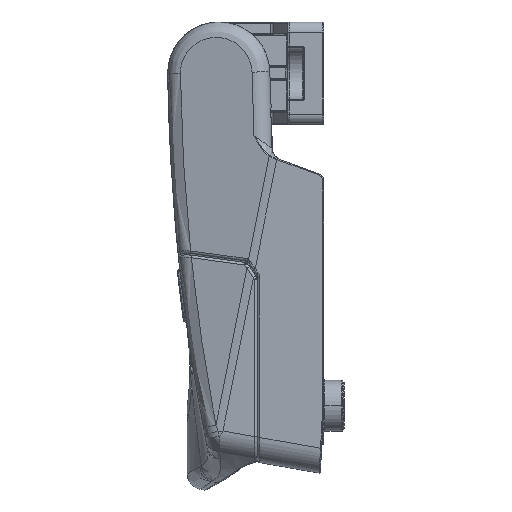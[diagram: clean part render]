
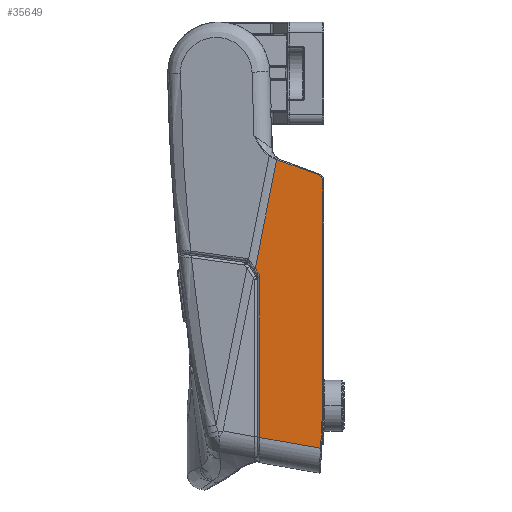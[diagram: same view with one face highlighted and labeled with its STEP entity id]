
A CAD part, left-side view. The second image highlights one B-rep face of the part: STEP entity #35649.
In plain terms, the highlighted planar face has unit normal (-0.999, 0, -0.035).
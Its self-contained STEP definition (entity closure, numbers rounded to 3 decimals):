
#2745 = AXIS2_PLACEMENT_3D ( 'NONE', #61790, #61812, #61813 ) ;
#12463 = CARTESIAN_POINT ( 'NONE',  ( -35.363, -8., -71.183 ) ) ;
#12468 = CARTESIAN_POINT ( 'NONE',  ( -37.114, -20.3, -21.057 ) ) ;
#12699 = CARTESIAN_POINT ( 'NONE',  ( -37.157, -19.445, -19.836 ) ) ;
#12770 = CARTESIAN_POINT ( 'NONE',  ( -36.484, -7.729, -39.082 ) ) ;
#12784 = CARTESIAN_POINT ( 'NONE',  ( -35.584, -20.3, -64.876 ) ) ;
#12804 = CARTESIAN_POINT ( 'NONE',  ( -37.26, -11.307, -16.874 ) ) ;
#12827 = CARTESIAN_POINT ( 'NONE',  ( -36.517, -7.096, -38.137 ) ) ;
#12900 = CARTESIAN_POINT ( 'NONE',  ( -35.575, -20.293, -65.127 ) ) ;
#12949 = CARTESIAN_POINT ( 'NONE',  ( -35.29, -19.866, -73.276 ) ) ;
#12956 = CARTESIAN_POINT ( 'NONE',  ( -36.453, -8., -39.981 ) ) ;
#15382 = LINE ( 'NONE', #26765, #15402 ) ;
#15398 = LINE ( 'NONE', #26773, #15406 ) ;
#15400 = LINE ( 'NONE', #26758, #15401 ) ;
#15401 = VECTOR ( 'NONE', #26759, 1000. ) ;
#15402 = VECTOR ( 'NONE', #26766, 1000. ) ;
#15403 = LINE ( 'NONE', #26767, #15404 ) ;
#15404 = VECTOR ( 'NONE', #26768, 1000. ) ;
#15405 = LINE ( 'NONE', #26783, #15413 ) ;
#15406 = VECTOR ( 'NONE', #26774, 1000. ) ;
#15407 = LINE ( 'NONE', #26775, #15408 ) ;
#15408 = VECTOR ( 'NONE', #26776, 1000. ) ;
#15409 = LINE ( 'NONE', #26777, #15410 ) ;
#15410 = VECTOR ( 'NONE', #26778, 1000. ) ;
#15413 = VECTOR ( 'NONE', #26784, 1000. ) ;
#26757 = CARTESIAN_POINT ( 'NONE',  ( -36.484, -7.729, -39.082 ) ) ;
#26758 = CARTESIAN_POINT ( 'NONE',  ( -36.561, -7.34, -36.903 ) ) ;
#26759 = DIRECTION ( 'NONE',  ( 0.034, 0.194, -0.98 ) ) ;
#26760 = CARTESIAN_POINT ( 'NONE',  ( -37.114, -20.3, -21.057 ) ) ;
#26761 = CARTESIAN_POINT ( 'NONE',  ( -35.575, -20.293, -65.127 ) ) ;
#26762 = CARTESIAN_POINT ( 'NONE',  ( -36.475, -7.907, -39.347 ) ) ;
#26763 = CARTESIAN_POINT ( 'NONE',  ( -36.464, -8., -39.656 ) ) ;
#26764 = CARTESIAN_POINT ( 'NONE',  ( -36.453, -8., -39.981 ) ) ;
#26765 = CARTESIAN_POINT ( 'NONE',  ( -37.5, -8., -10. ) ) ;
#26766 = DIRECTION ( 'NONE',  ( 0.035, 0., -0.999 ) ) ;
#26767 = CARTESIAN_POINT ( 'NONE',  ( -37.134, -21.185, -20.469 ) ) ;
#26768 = DIRECTION ( 'NONE',  ( -0.012, 0.94, 0.342 ) ) ;
#26770 = CARTESIAN_POINT ( 'NONE',  ( -37.134, -20.3, -20.492 ) ) ;
#26771 = CARTESIAN_POINT ( 'NONE',  ( -37.15, -19.976, -20.029 ) ) ;
#26772 = CARTESIAN_POINT ( 'NONE',  ( -37.157, -19.445, -19.836 ) ) ;
#26773 = CARTESIAN_POINT ( 'NONE',  ( -36.907, 0.378, -26.983 ) ) ;
#26774 = DIRECTION ( 'NONE',  ( 0.029, -0.556, -0.83 ) ) ;
#26775 = CARTESIAN_POINT ( 'NONE',  ( -35.326, -14.011, -72.243 ) ) ;
#26776 = DIRECTION ( 'NONE',  ( 0.006, -0.985, -0.174 ) ) ;
#26777 = CARTESIAN_POINT ( 'NONE',  ( -37.503, -23.187, -9.905 ) ) ;
#26778 = DIRECTION ( 'NONE',  ( -0.035, -0.052, 0.998 ) ) ;
#26780 = CARTESIAN_POINT ( 'NONE',  ( -35.578, -20.298, -65.044 ) ) ;
#26781 = CARTESIAN_POINT ( 'NONE',  ( -35.581, -20.3, -64.96 ) ) ;
#26782 = CARTESIAN_POINT ( 'NONE',  ( -35.584, -20.3, -64.876 ) ) ;
#26783 = CARTESIAN_POINT ( 'NONE',  ( -37.5, -20.3, -10. ) ) ;
#26784 = DIRECTION ( 'NONE',  ( -0.035, 0., 0.999 ) ) ;
#35649 = ADVANCED_FACE ( 'NONE', ( #49984 ), #61784, .F. ) ;
#49984 = FACE_OUTER_BOUND ( 'NONE', #51298, .T. ) ;
#51298 = EDGE_LOOP ( 'NONE', ( #65613, #65617, #65620, #65623, #65627, #65630, #65634, #65638, #65640, #65643 ) ) ;
#61784 = PLANE ( 'NONE',  #2745 ) ;
#61790 = CARTESIAN_POINT ( 'NONE',  ( -37.5, -25., -10. ) ) ;
#61812 = DIRECTION ( 'NONE',  ( 0.999, 0., 0.035 ) ) ;
#61813 = DIRECTION ( 'NONE',  ( 0.035, 0., -0.999 ) ) ;
#64402 =( BOUNDED_CURVE ( )  B_SPLINE_CURVE ( 3, ( #26757, #26762, #26763, #26764 ),
 .UNSPECIFIED., .F., .T. ) 
 B_SPLINE_CURVE_WITH_KNOTS ( ( 4, 4 ),
 ( 0.96, 1.571 ),
 .UNSPECIFIED. ) 
 CURVE ( )  GEOMETRIC_REPRESENTATION_ITEM ( )  RATIONAL_B_SPLINE_CURVE ( ( 1., 0.969, 0.969, 1. ) ) 
 REPRESENTATION_ITEM ( '' )  );
#64407 =( BOUNDED_CURVE ( )  B_SPLINE_CURVE ( 3, ( #26760, #26770, #26771, #26772 ),
 .UNSPECIFIED., .F., .T. ) 
 B_SPLINE_CURVE_WITH_KNOTS ( ( 4, 4 ),
 ( 4.712, 5.934 ),
 .UNSPECIFIED. ) 
 CURVE ( )  GEOMETRIC_REPRESENTATION_ITEM ( )  RATIONAL_B_SPLINE_CURVE ( ( 1., 0.879, 0.879, 1. ) ) 
 REPRESENTATION_ITEM ( '' )  );
#64413 =( BOUNDED_CURVE ( )  B_SPLINE_CURVE ( 3, ( #26761, #26780, #26781, #26782 ),
 .UNSPECIFIED., .F., .T. ) 
 B_SPLINE_CURVE_WITH_KNOTS ( ( 4, 4 ),
 ( 1.518, 1.571 ),
 .UNSPECIFIED. ) 
 CURVE ( )  GEOMETRIC_REPRESENTATION_ITEM ( )  RATIONAL_B_SPLINE_CURVE ( ( 1., 1., 1., 1. ) ) 
 REPRESENTATION_ITEM ( '' )  );
#65613 = ORIENTED_EDGE ( 'NONE', *, *, #78115, .T. ) ;
#65617 = ORIENTED_EDGE ( 'NONE', *, *, #78114, .T. ) ;
#65620 = ORIENTED_EDGE ( 'NONE', *, *, #78111, .T. ) ;
#65623 = ORIENTED_EDGE ( 'NONE', *, *, #78116, .T. ) ;
#65627 = ORIENTED_EDGE ( 'NONE', *, *, #78112, .T. ) ;
#65630 = ORIENTED_EDGE ( 'NONE', *, *, #78113, .T. ) ;
#65634 = ORIENTED_EDGE ( 'NONE', *, *, #78117, .T. ) ;
#65638 = ORIENTED_EDGE ( 'NONE', *, *, #78118, .T. ) ;
#65640 = ORIENTED_EDGE ( 'NONE', *, *, #78119, .T. ) ;
#65643 = ORIENTED_EDGE ( 'NONE', *, *, #78120, .T. ) ;
#78111 = EDGE_CURVE ( 'NONE', #126875, #126907, #15400, .T. ) ;
#78112 = EDGE_CURVE ( 'NONE', #126818, #127088, #64402, .T. ) ;
#78113 = EDGE_CURVE ( 'NONE', #127088, #126268, #15382, .T. ) ;
#78114 = EDGE_CURVE ( 'NONE', #126691, #126875, #15403, .T. ) ;
#78115 = EDGE_CURVE ( 'NONE', #126277, #126691, #64407, .T. ) ;
#78116 = EDGE_CURVE ( 'NONE', #126907, #126818, #15398, .T. ) ;
#78117 = EDGE_CURVE ( 'NONE', #126268, #127078, #15407, .T. ) ;
#78118 = EDGE_CURVE ( 'NONE', #127078, #127010, #15409, .T. ) ;
#78119 = EDGE_CURVE ( 'NONE', #127010, #126843, #64413, .T. ) ;
#78120 = EDGE_CURVE ( 'NONE', #126843, #126277, #15405, .T. ) ;
#126268 = VERTEX_POINT ( 'NONE', #12463 ) ;
#126277 = VERTEX_POINT ( 'NONE', #12468 ) ;
#126691 = VERTEX_POINT ( 'NONE', #12699 ) ;
#126818 = VERTEX_POINT ( 'NONE', #12770 ) ;
#126843 = VERTEX_POINT ( 'NONE', #12784 ) ;
#126875 = VERTEX_POINT ( 'NONE', #12804 ) ;
#126907 = VERTEX_POINT ( 'NONE', #12827 ) ;
#127010 = VERTEX_POINT ( 'NONE', #12900 ) ;
#127078 = VERTEX_POINT ( 'NONE', #12949 ) ;
#127088 = VERTEX_POINT ( 'NONE', #12956 ) ;
